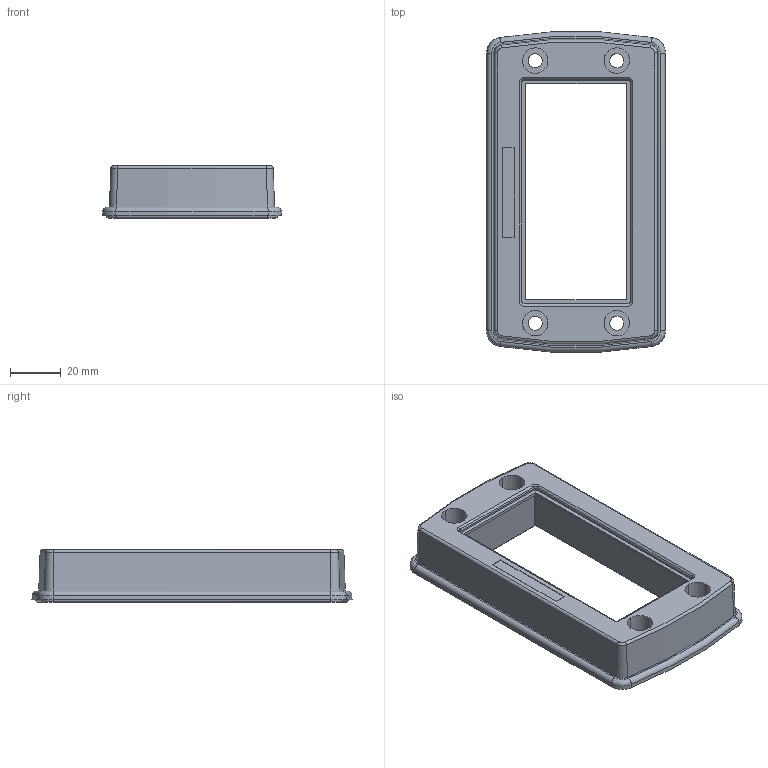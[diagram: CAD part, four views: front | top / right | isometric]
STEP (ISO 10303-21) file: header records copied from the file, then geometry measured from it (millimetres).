
FILE_DESCRIPTION(('CATIA V5 STEP Exchange','CAx-IF Rec.Pracs.--- Model Styling and Organization---1.4--- 2014-01-23'),'2;1');
FILE_NAME ('D1463333_0_2583740000_2583740000.stp','2019-02-07T08:43:02+00:00',('none'),('Weidmueller'),'CATIA Version 5-6 Release 2016 SP3 HF44','CATIA V5 STEP AP214','none');
FILE_SCHEMA(('AUTOMOTIVE_DESIGN { 1 0 10303 214 1 1 1 1 }'));
Length unit declared in the file: millimetre
Products named in the file (1): 67195_CABTITE_FR_16/8_BK
Bounding box: 70.08 x 125.53 x 20.6 mm (x, y, z)
Volume: 77571.1 mm3; surface area: 23621.6 mm2
Topology: 1 solids, 1 shells, 119 faces, 288 edges, 180 vertices
Faces by surface type: cylinder 38, plane 35, bspline 32, torus 6, extrusion 4, cone 4
Entity records: 6797 total; most frequent: CARTESIAN_POINT 4387, ORIENTED_EDGE 576, DIRECTION 335, EDGE_CURVE 288, VERTEX_POINT 180, EDGE_LOOP 138, AXIS2_PLACEMENT_3D 132, VECTOR 121
